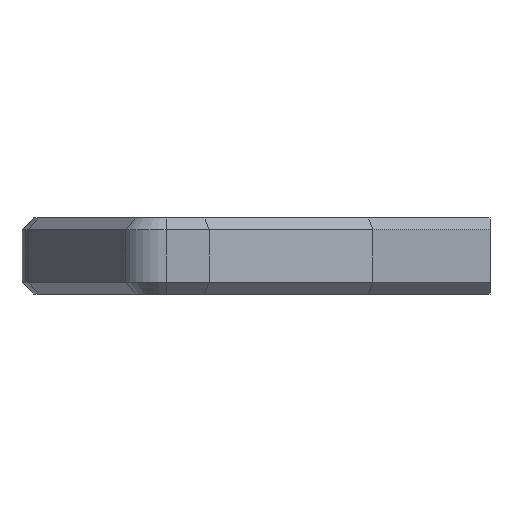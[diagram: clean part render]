
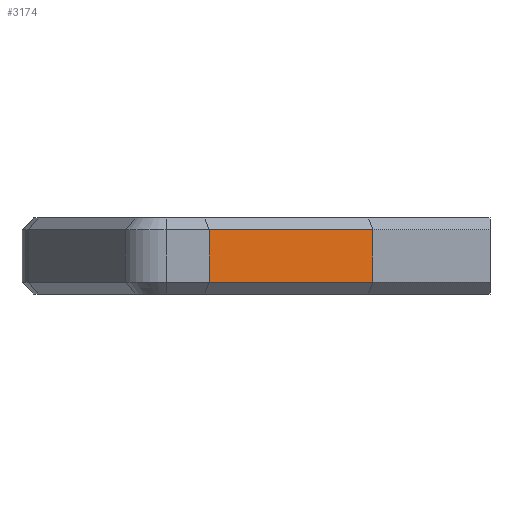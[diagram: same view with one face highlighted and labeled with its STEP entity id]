
A CAD part, left-side view. The second image highlights one B-rep face of the part: STEP entity #3174.
In plain terms, the highlighted planar face has unit normal (-0.743, -0.67, 0).
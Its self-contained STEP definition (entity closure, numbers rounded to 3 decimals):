
#53 = CARTESIAN_POINT ( 'NONE',  ( -129., 48., 6.5 ) ) ;
#220 = VECTOR ( 'NONE', #907, 1000. ) ;
#332 = VECTOR ( 'NONE', #2200, 1000. ) ;
#497 = VECTOR ( 'NONE', #624, 1000. ) ;
#547 = AXIS2_PLACEMENT_3D ( 'NONE', #1358, #2187, #1448 ) ;
#607 = EDGE_CURVE ( 'NONE', #2753, #1804, #1115, .T. ) ;
#624 = DIRECTION ( 'NONE',  ( -0.67, 0.743, 0. ) ) ;
#672 = DIRECTION ( 'NONE',  ( 0.67, -0.743, 0. ) ) ;
#880 = CARTESIAN_POINT ( 'NONE',  ( -129., 48., 4.5 ) ) ;
#907 = DIRECTION ( 'NONE',  ( 0., 0., -1. ) ) ;
#1111 = LINE ( 'NONE', #53, #332 ) ;
#1115 = LINE ( 'NONE', #2267, #2391 ) ;
#1319 = EDGE_LOOP ( 'NONE', ( #2195, #2058, #2531, #3110 ) ) ;
#1358 = CARTESIAN_POINT ( 'NONE',  ( -129., 48., 6.5 ) ) ;
#1448 = DIRECTION ( 'NONE',  ( 0.67, -0.743, 0. ) ) ;
#1603 = VERTEX_POINT ( 'NONE', #3253 ) ;
#1804 = VERTEX_POINT ( 'NONE', #3085 ) ;
#1891 = FACE_OUTER_BOUND ( 'NONE', #1319, .T. ) ;
#2006 = LINE ( 'NONE', #880, #497 ) ;
#2058 = ORIENTED_EDGE ( 'NONE', *, *, #3294, .T. ) ;
#2107 = CARTESIAN_POINT ( 'NONE',  ( -103.75, 20., 4.5 ) ) ;
#2187 = DIRECTION ( 'NONE',  ( 0.743, 0.67, 0. ) ) ;
#2192 = CARTESIAN_POINT ( 'NONE',  ( -129., 48., -4.5 ) ) ;
#2195 = ORIENTED_EDGE ( 'NONE', *, *, #2865, .F. ) ;
#2200 = DIRECTION ( 'NONE',  ( 0., 0., -1. ) ) ;
#2255 = LINE ( 'NONE', #3324, #220 ) ;
#2267 = CARTESIAN_POINT ( 'NONE',  ( -129., 48., -4.5 ) ) ;
#2391 = VECTOR ( 'NONE', #672, 1000. ) ;
#2531 = ORIENTED_EDGE ( 'NONE', *, *, #2584, .T. ) ;
#2584 = EDGE_CURVE ( 'NONE', #1603, #2753, #1111, .T. ) ;
#2753 = VERTEX_POINT ( 'NONE', #2192 ) ;
#2865 = EDGE_CURVE ( 'NONE', #3382, #1804, #2255, .T. ) ;
#2958 = PLANE ( 'NONE',  #547 ) ;
#3085 = CARTESIAN_POINT ( 'NONE',  ( -103.75, 20., -4.5 ) ) ;
#3110 = ORIENTED_EDGE ( 'NONE', *, *, #607, .T. ) ;
#3174 = ADVANCED_FACE ( 'NONE', ( #1891 ), #2958, .F. ) ;
#3253 = CARTESIAN_POINT ( 'NONE',  ( -129., 48., 4.5 ) ) ;
#3294 = EDGE_CURVE ( 'NONE', #3382, #1603, #2006, .T. ) ;
#3324 = CARTESIAN_POINT ( 'NONE',  ( -103.75, 20., 6.5 ) ) ;
#3382 = VERTEX_POINT ( 'NONE', #2107 ) ;
